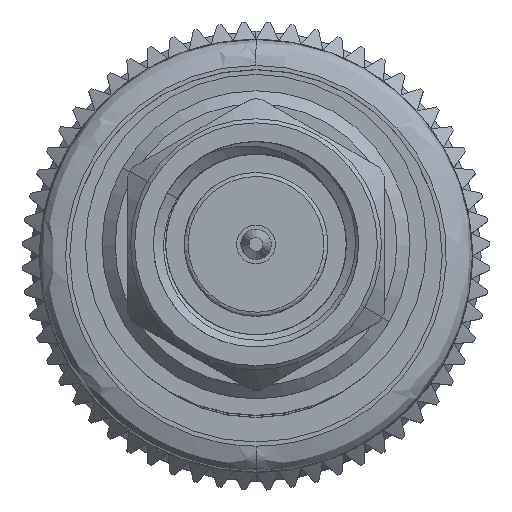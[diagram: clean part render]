
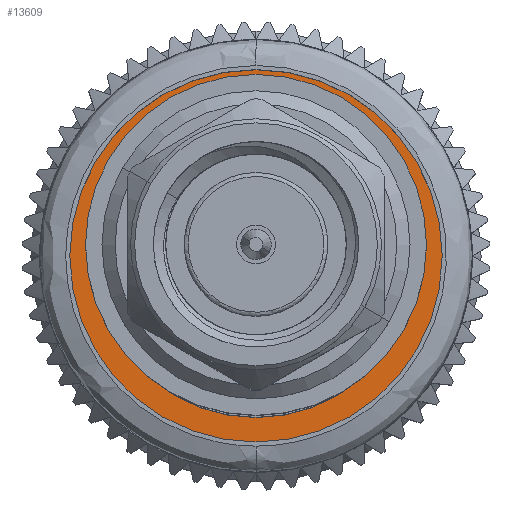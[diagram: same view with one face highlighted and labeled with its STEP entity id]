
A CAD part, top view. The second image highlights one B-rep face of the part: STEP entity #13609.
In plain terms, the highlighted face is planar.
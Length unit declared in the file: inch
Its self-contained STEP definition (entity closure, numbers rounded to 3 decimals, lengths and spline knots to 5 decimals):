
#140 = ORIENTED_EDGE ( 'NONE', *, *, #8087, .T. ) ;
#406 = DIRECTION ( 'NONE',  ( -1., 0., 0. ) ) ;
#515 = DIRECTION ( 'NONE',  ( 1., 0., 0. ) ) ;
#740 = VERTEX_POINT ( 'NONE', #13720 ) ;
#1012 = ORIENTED_EDGE ( 'NONE', *, *, #18368, .T. ) ;
#1377 = CARTESIAN_POINT ( 'NONE',  ( 0.44475, 0., 0. ) ) ;
#1680 = CARTESIAN_POINT ( 'NONE',  ( 0.44475, 0., 0.19667 ) ) ;
#2104 = CARTESIAN_POINT ( 'NONE',  ( 0.44475, 0., 0. ) ) ;
#3238 = CIRCLE ( 'NONE', #19044, 0.22667 ) ;
#3326 = AXIS2_PLACEMENT_3D ( 'NONE', #2104, #515, #8124 ) ;
#3422 = CARTESIAN_POINT ( 'NONE',  ( 0.44475, 0., -0.22667 ) ) ;
#3544 = EDGE_LOOP ( 'NONE', ( #1012, #140 ) ) ;
#3593 = FACE_BOUND ( 'NONE', #11627, .T. ) ;
#4479 = DIRECTION ( 'NONE',  ( 0., 0., 1. ) ) ;
#5154 = CIRCLE ( 'NONE', #13354, 0.19667 ) ;
#6135 = DIRECTION ( 'NONE',  ( -1., 0., 0. ) ) ;
#6312 = VERTEX_POINT ( 'NONE', #3422 ) ;
#6883 = AXIS2_PLACEMENT_3D ( 'NONE', #9668, #17487, #12940 ) ;
#8087 = EDGE_CURVE ( 'NONE', #6312, #740, #16028, .T. ) ;
#8124 = DIRECTION ( 'NONE',  ( 0., 0., -1. ) ) ;
#8987 = CIRCLE ( 'NONE', #15948, 0.19667 ) ;
#9500 = PLANE ( 'NONE',  #3326 ) ;
#9649 = DIRECTION ( 'NONE',  ( 1., 0., 0. ) ) ;
#9668 = CARTESIAN_POINT ( 'NONE',  ( 0.44475, 0., 0. ) ) ;
#11131 = CARTESIAN_POINT ( 'NONE',  ( 0.44475, 0., 0. ) ) ;
#11179 = VERTEX_POINT ( 'NONE', #1680 ) ;
#11627 = EDGE_LOOP ( 'NONE', ( #13282, #15655 ) ) ;
#12165 = DIRECTION ( 'NONE',  ( 0., 0., 1. ) ) ;
#12184 = CARTESIAN_POINT ( 'NONE',  ( 0.44475, 0., 0. ) ) ;
#12940 = DIRECTION ( 'NONE',  ( 0., 0., 1. ) ) ;
#13282 = ORIENTED_EDGE ( 'NONE', *, *, #17384, .T. ) ;
#13354 = AXIS2_PLACEMENT_3D ( 'NONE', #12184, #406, #4479 ) ;
#13609 = ADVANCED_FACE ( 'NONE', ( #3593, #14062 ), #9500, .T. ) ;
#13690 = VERTEX_POINT ( 'NONE', #18623 ) ;
#13720 = CARTESIAN_POINT ( 'NONE',  ( 0.44475, 0., 0.22667 ) ) ;
#14062 = FACE_OUTER_BOUND ( 'NONE', #3544, .T. ) ;
#14892 = EDGE_CURVE ( 'NONE', #13690, #11179, #8987, .T. ) ;
#15655 = ORIENTED_EDGE ( 'NONE', *, *, #14892, .T. ) ;
#15698 = DIRECTION ( 'NONE',  ( 0., 0., 1. ) ) ;
#15948 = AXIS2_PLACEMENT_3D ( 'NONE', #1377, #6135, #12165 ) ;
#16028 = CIRCLE ( 'NONE', #6883, 0.22667 ) ;
#17384 = EDGE_CURVE ( 'NONE', #11179, #13690, #5154, .T. ) ;
#17487 = DIRECTION ( 'NONE',  ( 1., 0., 0. ) ) ;
#18368 = EDGE_CURVE ( 'NONE', #740, #6312, #3238, .T. ) ;
#18623 = CARTESIAN_POINT ( 'NONE',  ( 0.44475, 0., -0.19667 ) ) ;
#19044 = AXIS2_PLACEMENT_3D ( 'NONE', #11131, #9649, #15698 ) ;
